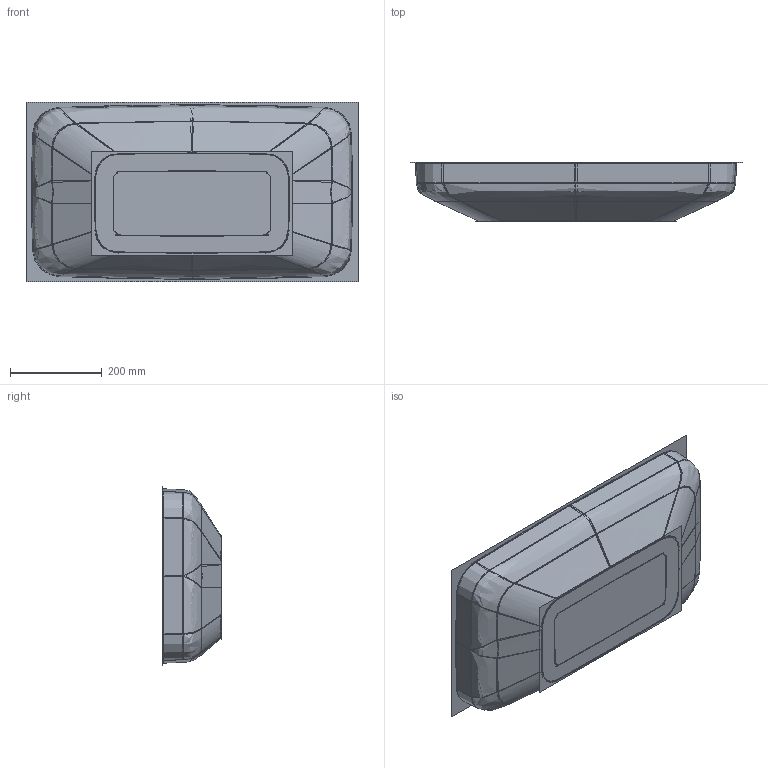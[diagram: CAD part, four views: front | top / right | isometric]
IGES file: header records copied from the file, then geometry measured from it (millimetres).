
Start section:  PTC IGES file: CLO_3D.igs
Global section: file name: CLO_3D.igs; native system: Creo Parametric by Parametric Technology Corporation; preprocessor: 2011490; author: utente3; organization: Unknown; date: 20141112.111607; units: millimetre
Bounding box: 723.65 x 128.59 x 390.85 mm (x, y, z)
Surface area: 2027726.2 mm2 (no closed solid volume)
Topology: 0 solids, 0 shells, 412 faces, 5289 edges, 6800 vertices
Faces by surface type: bspline 370, revolution 42
